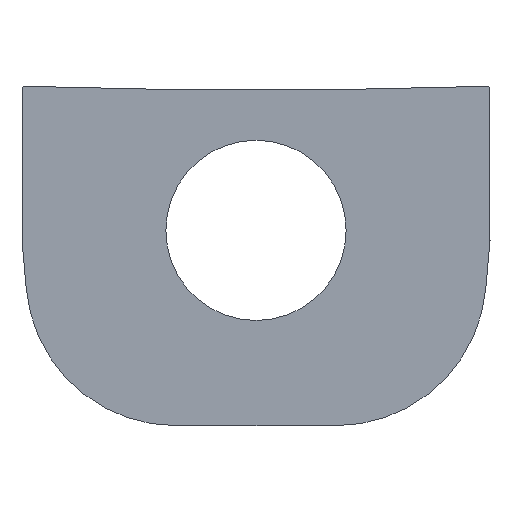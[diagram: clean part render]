
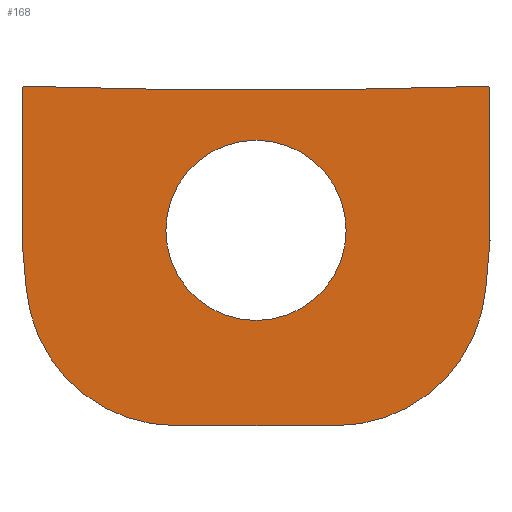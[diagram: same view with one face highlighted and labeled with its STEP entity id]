
A CAD part, left-side view. The second image highlights one B-rep face of the part: STEP entity #168.
In plain terms, the highlighted planar face has unit normal (-1, 0, 0).
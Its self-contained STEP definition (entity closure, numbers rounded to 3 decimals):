
#39=AXIS2_PLACEMENT_3D('Circle Axis2P3D',#37,#38,$) ;
#75=AXIS2_PLACEMENT_3D('Plane Axis2P3D',#72,#73,#74) ;
#79=AXIS2_PLACEMENT_3D('Circle Axis2P3D',#77,#78,$) ;
#95=AXIS2_PLACEMENT_3D('Circle Axis2P3D',#93,#94,$) ;
#116=AXIS2_PLACEMENT_3D('Circle Axis2P3D',#114,#115,$) ;
#123=AXIS2_PLACEMENT_3D('Circle Axis2P3D',#121,#122,$) ;
#130=AXIS2_PLACEMENT_3D('Circle Axis2P3D',#128,#129,$) ;
#161=AXIS2_PLACEMENT_3D('Circle Axis2P3D',#159,#160,$) ;
#37=CARTESIAN_POINT('Axis2P3D Location',(0.,23.364,19.5)) ;
#41=CARTESIAN_POINT('Vertex',(0.,14.364,19.5)) ;
#43=CARTESIAN_POINT('Vertex',(0.,32.364,19.5)) ;
#72=CARTESIAN_POINT('Axis2P3D Location',(0.,23.364,18.5)) ;
#77=CARTESIAN_POINT('Axis2P3D Location',(0.,31.364,15.)) ;
#81=CARTESIAN_POINT('Vertex',(0.,31.364,0.)) ;
#83=CARTESIAN_POINT('Vertex',(0.,46.306,13.693)) ;
#86=CARTESIAN_POINT('Line Origine',(0.,23.364,0.)) ;
#90=CARTESIAN_POINT('Vertex',(0.,15.364,0.)) ;
#93=CARTESIAN_POINT('Axis2P3D Location',(0.,15.364,15.)) ;
#97=CARTESIAN_POINT('Vertex',(0.,0.421,13.693)) ;
#100=CARTESIAN_POINT('Line Origine',(0.,0.21,16.096)) ;
#104=CARTESIAN_POINT('Vertex',(0.,0.,18.5)) ;
#107=CARTESIAN_POINT('Line Origine',(0.,0.,26.04)) ;
#111=CARTESIAN_POINT('Vertex',(0.,0.,33.58)) ;
#114=CARTESIAN_POINT('Axis2P3D Location',(0.,0.3,33.58)) ;
#118=CARTESIAN_POINT('Vertex',(0.,0.31,33.88)) ;
#121=CARTESIAN_POINT('Axis2P3D Location',(0.,23.364,733.5)) ;
#125=CARTESIAN_POINT('Vertex',(0.,46.417,33.88)) ;
#128=CARTESIAN_POINT('Axis2P3D Location',(0.,46.427,33.58)) ;
#132=CARTESIAN_POINT('Vertex',(0.,46.727,33.58)) ;
#135=CARTESIAN_POINT('Line Origine',(0.,46.727,26.04)) ;
#139=CARTESIAN_POINT('Vertex',(0.,46.727,18.5)) ;
#142=CARTESIAN_POINT('Line Origine',(0.,46.517,16.096)) ;
#159=CARTESIAN_POINT('Axis2P3D Location',(0.,23.364,19.5)) ;
#38=DIRECTION('Axis2P3D Direction',(1.,0.,0.)) ;
#73=DIRECTION('Axis2P3D Direction',(1.,0.,0.)) ;
#74=DIRECTION('Axis2P3D XDirection',(0.,1.,0.)) ;
#78=DIRECTION('Axis2P3D Direction',(1.,0.,0.)) ;
#87=DIRECTION('Vector Direction',(0.,-1.,0.)) ;
#94=DIRECTION('Axis2P3D Direction',(1.,0.,0.)) ;
#101=DIRECTION('Vector Direction',(0.,-0.087,0.996)) ;
#108=DIRECTION('Vector Direction',(0.,0.,1.)) ;
#115=DIRECTION('Axis2P3D Direction',(1.,0.,0.)) ;
#122=DIRECTION('Axis2P3D Direction',(1.,0.,0.)) ;
#129=DIRECTION('Axis2P3D Direction',(1.,0.,0.)) ;
#136=DIRECTION('Vector Direction',(0.,0.,1.)) ;
#143=DIRECTION('Vector Direction',(0.,-0.087,-0.996)) ;
#160=DIRECTION('Axis2P3D Direction',(1.,0.,0.)) ;
#88=VECTOR('Line Direction',#87,1.) ;
#102=VECTOR('Line Direction',#101,1.) ;
#109=VECTOR('Line Direction',#108,1.) ;
#137=VECTOR('Line Direction',#136,1.) ;
#144=VECTOR('Line Direction',#143,1.) ;
#148=ORIENTED_EDGE('',*,*,#85,.F.) ;
#149=ORIENTED_EDGE('',*,*,#92,.F.) ;
#150=ORIENTED_EDGE('',*,*,#99,.F.) ;
#151=ORIENTED_EDGE('',*,*,#106,.F.) ;
#152=ORIENTED_EDGE('',*,*,#113,.F.) ;
#153=ORIENTED_EDGE('',*,*,#120,.F.) ;
#154=ORIENTED_EDGE('',*,*,#127,.F.) ;
#155=ORIENTED_EDGE('',*,*,#134,.F.) ;
#156=ORIENTED_EDGE('',*,*,#141,.F.) ;
#157=ORIENTED_EDGE('',*,*,#146,.F.) ;
#165=ORIENTED_EDGE('',*,*,#45,.T.) ;
#166=ORIENTED_EDGE('',*,*,#163,.T.) ;
#167=FACE_BOUND('',#164,.T.) ;
#168=ADVANCED_FACE('2491870000',(#158,#167),#76,.F.) ;
#40=CIRCLE('generated circle',#39,9.) ;
#80=CIRCLE('generated circle',#79,15.) ;
#96=CIRCLE('generated circle',#95,15.) ;
#117=CIRCLE('generated circle',#116,0.3) ;
#124=CIRCLE('generated circle',#123,700.) ;
#131=CIRCLE('generated circle',#130,0.3) ;
#162=CIRCLE('generated circle',#161,9.) ;
#45=EDGE_CURVE('',#42,#44,#40,.T.) ;
#85=EDGE_CURVE('',#82,#84,#80,.T.) ;
#92=EDGE_CURVE('',#91,#82,#89,.F.) ;
#99=EDGE_CURVE('',#98,#91,#96,.T.) ;
#106=EDGE_CURVE('',#105,#98,#103,.F.) ;
#113=EDGE_CURVE('',#112,#105,#110,.F.) ;
#120=EDGE_CURVE('',#119,#112,#117,.T.) ;
#127=EDGE_CURVE('',#126,#119,#124,.F.) ;
#134=EDGE_CURVE('',#133,#126,#131,.T.) ;
#141=EDGE_CURVE('',#140,#133,#138,.T.) ;
#146=EDGE_CURVE('',#84,#140,#145,.F.) ;
#163=EDGE_CURVE('',#44,#42,#162,.T.) ;
#147=EDGE_LOOP('',(#148,#149,#150,#151,#152,#153,#154,#155,#156,#157)) ;
#164=EDGE_LOOP('',(#165,#166)) ;
#158=FACE_OUTER_BOUND('',#147,.T.) ;
#89=LINE('Line',#86,#88) ;
#103=LINE('Line',#100,#102) ;
#110=LINE('Line',#107,#109) ;
#138=LINE('Line',#135,#137) ;
#145=LINE('Line',#142,#144) ;
#76=PLANE('',#75) ;
#42=VERTEX_POINT('',#41) ;
#44=VERTEX_POINT('',#43) ;
#82=VERTEX_POINT('',#81) ;
#84=VERTEX_POINT('',#83) ;
#91=VERTEX_POINT('',#90) ;
#98=VERTEX_POINT('',#97) ;
#105=VERTEX_POINT('',#104) ;
#112=VERTEX_POINT('',#111) ;
#119=VERTEX_POINT('',#118) ;
#126=VERTEX_POINT('',#125) ;
#133=VERTEX_POINT('',#132) ;
#140=VERTEX_POINT('',#139) ;
